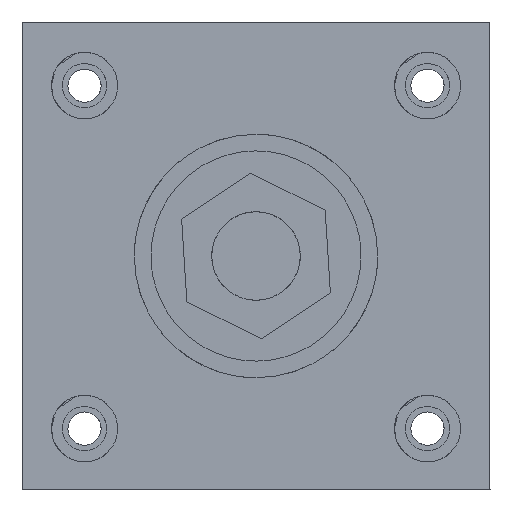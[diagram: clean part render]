
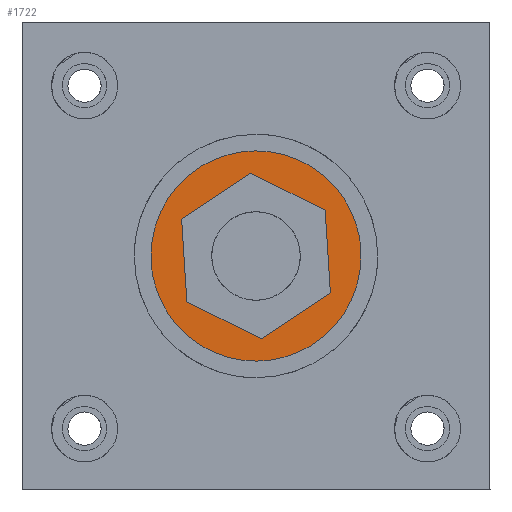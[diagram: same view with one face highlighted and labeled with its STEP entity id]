
A CAD part, left-side view. The second image highlights one B-rep face of the part: STEP entity #1722.
In plain terms, the highlighted free-form (B-spline) face has degree [1, 1] with [2, 2] control points.
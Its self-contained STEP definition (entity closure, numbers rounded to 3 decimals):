
#1483=CARTESIAN_POINT('Vertex',(38.328,9.481,-40.945)) ;
#1489=CARTESIAN_POINT('Control Point',(38.328,9.481,-40.945)) ;
#1490=CARTESIAN_POINT('Control Point',(38.328,10.076,-31.464)) ;
#1491=CARTESIAN_POINT('Control Point',(38.328,0.595,-30.869)) ;
#1492=CARTESIAN_POINT('Control Point',(38.328,-8.886,-30.274)) ;
#1493=CARTESIAN_POINT('Control Point',(38.328,-9.481,-39.755)) ;
#1494=CARTESIAN_POINT('Vertex',(38.328,-9.481,-39.755)) ;
#1537=CARTESIAN_POINT('Control Point',(38.328,-9.481,-39.755)) ;
#1538=CARTESIAN_POINT('Control Point',(38.328,-10.076,-49.236)) ;
#1539=CARTESIAN_POINT('Control Point',(38.328,-0.595,-49.831)) ;
#1540=CARTESIAN_POINT('Control Point',(38.328,8.886,-50.426)) ;
#1541=CARTESIAN_POINT('Control Point',(38.328,9.481,-40.945)) ;
#1618=CARTESIAN_POINT('Vertex',(38.328,2.994,-40.538)) ;
#1622=CARTESIAN_POINT('Control Point',(38.328,-2.994,-40.162)) ;
#1623=CARTESIAN_POINT('Control Point',(38.328,-3.021,-40.586)) ;
#1624=CARTESIAN_POINT('Control Point',(38.328,-2.974,-41.045)) ;
#1625=CARTESIAN_POINT('Control Point',(38.328,-2.83,-41.521)) ;
#1626=CARTESIAN_POINT('Control Point',(38.328,-2.327,-42.402)) ;
#1627=CARTESIAN_POINT('Control Point',(38.328,-1.515,-43.012)) ;
#1628=CARTESIAN_POINT('Control Point',(38.328,-1.061,-43.214)) ;
#1629=CARTESIAN_POINT('Control Point',(38.328,-0.555,-43.33)) ;
#1630=CARTESIAN_POINT('Control Point',(38.328,-0.082,-43.35)) ;
#1631=CARTESIAN_POINT('Control Point',(38.328,-0.027,-43.351)) ;
#1632=CARTESIAN_POINT('Control Point',(38.328,0.081,-43.35)) ;
#1633=CARTESIAN_POINT('Control Point',(38.328,0.192,-43.345)) ;
#1634=CARTESIAN_POINT('Control Point',(38.328,0.248,-43.341)) ;
#1635=CARTESIAN_POINT('Control Point',(38.328,0.416,-43.324)) ;
#1636=CARTESIAN_POINT('Control Point',(38.328,0.586,-43.296)) ;
#1637=CARTESIAN_POINT('Control Point',(38.328,0.7,-43.271)) ;
#1638=CARTESIAN_POINT('Control Point',(38.328,1.042,-43.178)) ;
#1639=CARTESIAN_POINT('Control Point',(38.328,1.378,-43.032)) ;
#1640=CARTESIAN_POINT('Control Point',(38.328,1.594,-42.91)) ;
#1641=CARTESIAN_POINT('Control Point',(38.328,2.001,-42.619)) ;
#1642=CARTESIAN_POINT('Control Point',(38.328,2.34,-42.252)) ;
#1643=CARTESIAN_POINT('Control Point',(38.328,2.488,-42.053)) ;
#1644=CARTESIAN_POINT('Control Point',(38.328,2.676,-41.737)) ;
#1645=CARTESIAN_POINT('Control Point',(38.328,2.81,-41.41)) ;
#1646=CARTESIAN_POINT('Control Point',(38.328,2.849,-41.3)) ;
#1647=CARTESIAN_POINT('Control Point',(38.328,2.899,-41.134)) ;
#1648=CARTESIAN_POINT('Control Point',(38.328,2.936,-40.97)) ;
#1649=CARTESIAN_POINT('Control Point',(38.328,2.947,-40.915)) ;
#1650=CARTESIAN_POINT('Control Point',(38.328,2.966,-40.806)) ;
#1651=CARTESIAN_POINT('Control Point',(38.328,2.98,-40.698)) ;
#1652=CARTESIAN_POINT('Control Point',(38.328,2.986,-40.643)) ;
#1653=CARTESIAN_POINT('Control Point',(38.328,2.991,-40.591)) ;
#1654=CARTESIAN_POINT('Control Point',(38.328,2.994,-40.538)) ;
#1655=CARTESIAN_POINT('Vertex',(38.328,-2.994,-40.162)) ;
#1696=CARTESIAN_POINT('Control Point',(38.328,2.994,-40.538)) ;
#1697=CARTESIAN_POINT('Control Point',(38.328,3.182,-37.544)) ;
#1698=CARTESIAN_POINT('Control Point',(38.328,0.188,-37.356)) ;
#1699=CARTESIAN_POINT('Control Point',(38.328,-2.806,-37.168)) ;
#1700=CARTESIAN_POINT('Control Point',(38.328,-2.994,-40.162)) ;
#1710=CARTESIAN_POINT('Control Point',(38.328,8.887,-50.427)) ;
#1711=CARTESIAN_POINT('Control Point',(38.328,10.077,-31.463)) ;
#1712=CARTESIAN_POINT('Control Point',(38.328,-10.077,-49.237)) ;
#1713=CARTESIAN_POINT('Control Point',(38.328,-8.887,-30.273)) ;
#1715=ORIENTED_EDGE('',*,*,#1542,.F.) ;
#1716=ORIENTED_EDGE('',*,*,#1496,.F.) ;
#1719=ORIENTED_EDGE('',*,*,#1701,.T.) ;
#1720=ORIENTED_EDGE('',*,*,#1657,.T.) ;
#1721=FACE_BOUND('',#1718,.T.) ;
#1722=ADVANCED_FACE('Corps de pi\X2\00E8\X0\ce.6',(#1717,#1721),#1709,.T.) ;
#1621=B_SPLINE_CURVE_WITH_KNOTS('',5,(#1622,#1623,#1624,#1625,#1626,#1627,#1628,#1629,#1630,#1631,#1632,#1633,#1634,#1635,#1636,#1637,#1638,#1639,#1640,#1641,#1642,#1643,#1644,#1645,#1646,#1647,#1648,#1649,#1650,#1651,#1652,#1653,#1654),.UNSPECIFIED.,.F.,.U.,(6,3,3,3,3,3,3,3,3,3,6),(0.,0.785,1.571,1.669,1.767,1.963,2.356,2.749,2.945,3.043,3.142),.UNSPECIFIED.) ;
#1709=B_SPLINE_SURFACE_WITH_KNOTS('',1,1,((#1710,#1711),(#1712,#1713)),.UNSPECIFIED.,.F.,.F.,.U.,(2,2),(2,2),(36.621,55.623),(-18.927,0.075),.UNSPECIFIED.) ;
#1496=EDGE_CURVE('',#1484,#1495,#1488,.T.) ;
#1542=EDGE_CURVE('',#1495,#1484,#1536,.T.) ;
#1657=EDGE_CURVE('',#1656,#1619,#1621,.T.) ;
#1701=EDGE_CURVE('',#1619,#1656,#1695,.T.) ;
#1714=EDGE_LOOP('',(#1715,#1716)) ;
#1718=EDGE_LOOP('',(#1719,#1720)) ;
#1717=FACE_OUTER_BOUND('',#1714,.T.) ;
#1484=VERTEX_POINT('',#1483) ;
#1495=VERTEX_POINT('',#1494) ;
#1619=VERTEX_POINT('',#1618) ;
#1656=VERTEX_POINT('',#1655) ;
#1488=(BOUNDED_CURVE()B_SPLINE_CURVE(2,(#1489,#1490,#1491,#1492,#1493),.UNSPECIFIED.,.F.,.U.)B_SPLINE_CURVE_WITH_KNOTS((3,2,3),(-3.142,-1.571,0.),.UNSPECIFIED.)CURVE()GEOMETRIC_REPRESENTATION_ITEM()RATIONAL_B_SPLINE_CURVE((1.,0.707,1.,0.707,1.))REPRESENTATION_ITEM('')) ;
#1536=(BOUNDED_CURVE()B_SPLINE_CURVE(2,(#1537,#1538,#1539,#1540,#1541),.UNSPECIFIED.,.F.,.U.)B_SPLINE_CURVE_WITH_KNOTS((3,2,3),(0.,1.571,3.142),.UNSPECIFIED.)CURVE()GEOMETRIC_REPRESENTATION_ITEM()RATIONAL_B_SPLINE_CURVE((1.,0.707,1.,0.707,1.))REPRESENTATION_ITEM('')) ;
#1695=(BOUNDED_CURVE()B_SPLINE_CURVE(2,(#1696,#1697,#1698,#1699,#1700),.UNSPECIFIED.,.F.,.U.)B_SPLINE_CURVE_WITH_KNOTS((3,2,3),(-3.142,-1.571,0.),.UNSPECIFIED.)CURVE()GEOMETRIC_REPRESENTATION_ITEM()RATIONAL_B_SPLINE_CURVE((1.,0.707,1.,0.707,1.))REPRESENTATION_ITEM('')) ;
